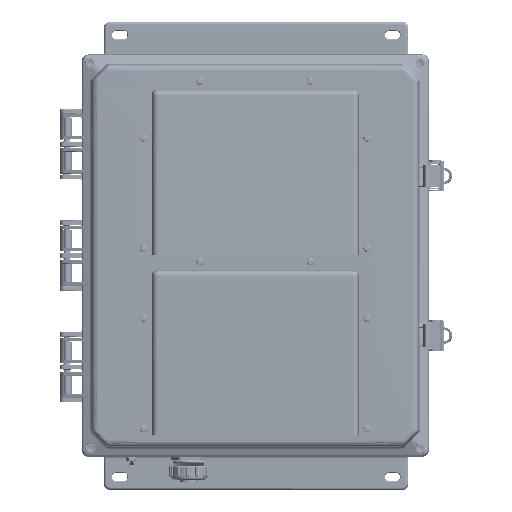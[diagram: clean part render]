
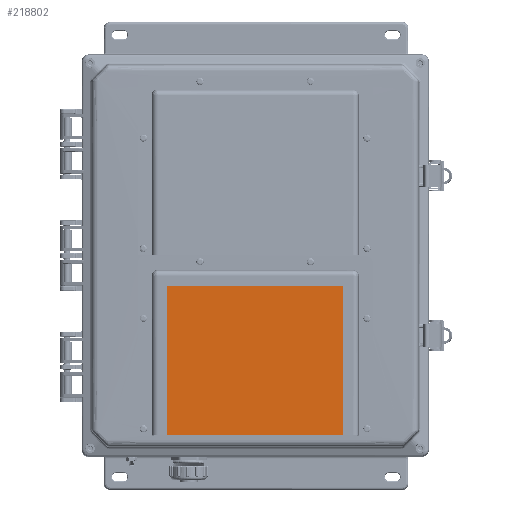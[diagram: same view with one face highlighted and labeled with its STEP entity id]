
A CAD part, top view. The second image highlights one B-rep face of the part: STEP entity #218802.
In plain terms, the highlighted face is planar.
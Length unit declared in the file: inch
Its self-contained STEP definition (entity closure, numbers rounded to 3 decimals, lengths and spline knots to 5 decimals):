
#2090 = CARTESIAN_POINT ( 'NONE',  ( -3.18618, -1.095, 0.08272 ) ) ;
#13791 = LINE ( 'NONE', #44529, #19820 ) ;
#19820 = VECTOR ( 'NONE', #84439, 39.37008 ) ;
#22961 = DIRECTION ( 'NONE',  ( 0., 0., 1. ) ) ;
#26823 = EDGE_CURVE ( 'NONE', #198245, #159640, #13791, .T. ) ;
#27306 = CARTESIAN_POINT ( 'NONE',  ( -3.18618, -1.095, -0.01728 ) ) ;
#38968 = VERTEX_POINT ( 'NONE', #27306 ) ;
#41180 = VECTOR ( 'NONE', #108114, 39.37008 ) ;
#44529 = CARTESIAN_POINT ( 'NONE',  ( -3.18618, -1.095, -5.43618 ) ) ;
#54022 = VERTEX_POINT ( 'NONE', #139544 ) ;
#63967 = ORIENTED_EDGE ( 'NONE', *, *, #233400, .F. ) ;
#68895 = ORIENTED_EDGE ( 'NONE', *, *, #112063, .F. ) ;
#79768 = FACE_OUTER_BOUND ( 'NONE', #185886, .T. ) ;
#84439 = DIRECTION ( 'NONE',  ( -1., 0., 0. ) ) ;
#97924 = PLANE ( 'NONE',  #155025 ) ;
#108114 = DIRECTION ( 'NONE',  ( 0., 0., 1. ) ) ;
#111994 = CARTESIAN_POINT ( 'NONE',  ( 3.18618, -1.095, -5.43618 ) ) ;
#112063 = EDGE_CURVE ( 'NONE', #38968, #54022, #169150, .T. ) ;
#123151 = CARTESIAN_POINT ( 'NONE',  ( 3.18618, -1.095, -5.8 ) ) ;
#124340 = VECTOR ( 'NONE', #137062, 39.37008 ) ;
#127620 = LINE ( 'NONE', #123151, #41180 ) ;
#137062 = DIRECTION ( 'NONE',  ( 0., 0., 1. ) ) ;
#139544 = CARTESIAN_POINT ( 'NONE',  ( 3.18618, -1.095, -0.01728 ) ) ;
#140300 = DIRECTION ( 'NONE',  ( 0., 1., 0. ) ) ;
#155025 = AXIS2_PLACEMENT_3D ( 'NONE', #215230, #140300, #22961 ) ;
#159640 = VERTEX_POINT ( 'NONE', #218105 ) ;
#163657 = EDGE_CURVE ( 'NONE', #198245, #54022, #127620, .T. ) ;
#166204 = LINE ( 'NONE', #2090, #124340 ) ;
#169150 = LINE ( 'NONE', #170257, #204680 ) ;
#170257 = CARTESIAN_POINT ( 'NONE',  ( 3.55, -1.095, -0.01728 ) ) ;
#175133 = ORIENTED_EDGE ( 'NONE', *, *, #163657, .T. ) ;
#185886 = EDGE_LOOP ( 'NONE', ( #236874, #175133, #68895, #63967 ) ) ;
#189361 = DIRECTION ( 'NONE',  ( 1., 0., 0. ) ) ;
#198245 = VERTEX_POINT ( 'NONE', #111994 ) ;
#204680 = VECTOR ( 'NONE', #189361, 39.37008 ) ;
#215230 = CARTESIAN_POINT ( 'NONE',  ( 3.55, -1.095, -5.8 ) ) ;
#218105 = CARTESIAN_POINT ( 'NONE',  ( -3.18618, -1.095, -5.43618 ) ) ;
#218802 = ADVANCED_FACE ( 'NONE', ( #79768 ), #97924, .F. ) ;
#233400 = EDGE_CURVE ( 'NONE', #159640, #38968, #166204, .T. ) ;
#236874 = ORIENTED_EDGE ( 'NONE', *, *, #26823, .F. ) ;
